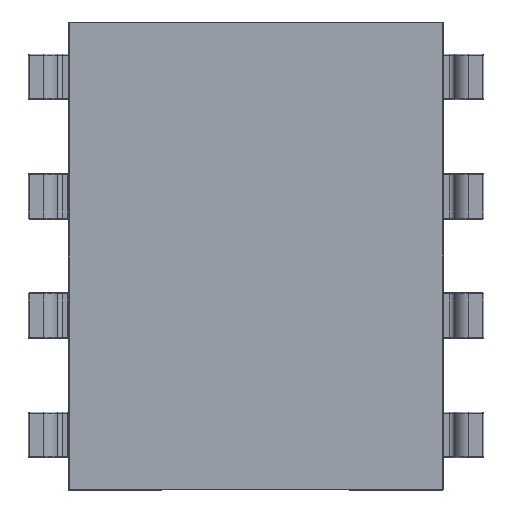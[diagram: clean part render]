
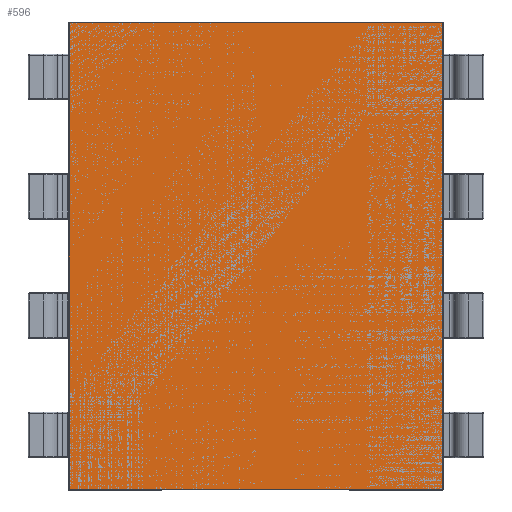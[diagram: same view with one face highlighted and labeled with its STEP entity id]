
A CAD part, front view. The second image highlights one B-rep face of the part: STEP entity #596.
In plain terms, the highlighted planar face has unit normal (0, -1, 0).
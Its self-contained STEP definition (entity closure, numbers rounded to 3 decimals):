
#306 = LINE ( 'NONE', #11586, #1039 ) ;
#446 = LINE ( 'NONE', #8060, #6281 ) ;
#571 = DIRECTION ( 'NONE',  ( -1., 0., 0. ) ) ;
#596 = ADVANCED_FACE ( 'NONE', ( #2198 ), #6896, .F. ) ;
#1039 = VECTOR ( 'NONE', #5888, 1000. ) ;
#1553 = CARTESIAN_POINT ( 'NONE',  ( -1.994, 0., 2.489 ) ) ;
#1737 = CARTESIAN_POINT ( 'NONE',  ( 1.994, 0., 2.489 ) ) ;
#1907 = CARTESIAN_POINT ( 'NONE',  ( 1.994, 0., -2.49 ) ) ;
#2076 = DIRECTION ( 'NONE',  ( 0., 1., 0. ) ) ;
#2198 = FACE_OUTER_BOUND ( 'NONE', #10917, .T. ) ;
#2661 = LINE ( 'NONE', #4558, #6041 ) ;
#3040 = CARTESIAN_POINT ( 'NONE',  ( -1.994, 0., -2.49 ) ) ;
#3234 = ORIENTED_EDGE ( 'NONE', *, *, #11829, .T. ) ;
#3820 = ORIENTED_EDGE ( 'NONE', *, *, #7802, .T. ) ;
#4544 = AXIS2_PLACEMENT_3D ( 'NONE', #7634, #2076, #7694 ) ;
#4558 = CARTESIAN_POINT ( 'NONE',  ( -1.994, 0., -2.49 ) ) ;
#4817 = DIRECTION ( 'NONE',  ( 0., 0., 1. ) ) ;
#5088 = EDGE_CURVE ( 'NONE', #11441, #5533, #446, .T. ) ;
#5533 = VERTEX_POINT ( 'NONE', #1553 ) ;
#5888 = DIRECTION ( 'NONE',  ( 1., 0., 0. ) ) ;
#6041 = VECTOR ( 'NONE', #7412, 1000. ) ;
#6219 = LINE ( 'NONE', #9993, #8715 ) ;
#6281 = VECTOR ( 'NONE', #571, 1000. ) ;
#6449 = ORIENTED_EDGE ( 'NONE', *, *, #5088, .T. ) ;
#6482 = VERTEX_POINT ( 'NONE', #3040 ) ;
#6896 = PLANE ( 'NONE',  #4544 ) ;
#7140 = EDGE_CURVE ( 'NONE', #9750, #11441, #6219, .T. ) ;
#7412 = DIRECTION ( 'NONE',  ( 0., 0., -1. ) ) ;
#7634 = CARTESIAN_POINT ( 'NONE',  ( 1.994, 0., 2.489 ) ) ;
#7694 = DIRECTION ( 'NONE',  ( 0., 0., 1. ) ) ;
#7802 = EDGE_CURVE ( 'NONE', #6482, #9750, #306, .T. ) ;
#8060 = CARTESIAN_POINT ( 'NONE',  ( 1.994, 0., 2.489 ) ) ;
#8139 = ORIENTED_EDGE ( 'NONE', *, *, #7140, .T. ) ;
#8715 = VECTOR ( 'NONE', #4817, 1000. ) ;
#9750 = VERTEX_POINT ( 'NONE', #1907 ) ;
#9993 = CARTESIAN_POINT ( 'NONE',  ( 1.994, 0., -2.49 ) ) ;
#10917 = EDGE_LOOP ( 'NONE', ( #8139, #6449, #3234, #3820 ) ) ;
#11441 = VERTEX_POINT ( 'NONE', #1737 ) ;
#11586 = CARTESIAN_POINT ( 'NONE',  ( 1.994, 0., -2.49 ) ) ;
#11829 = EDGE_CURVE ( 'NONE', #5533, #6482, #2661, .T. ) ;
